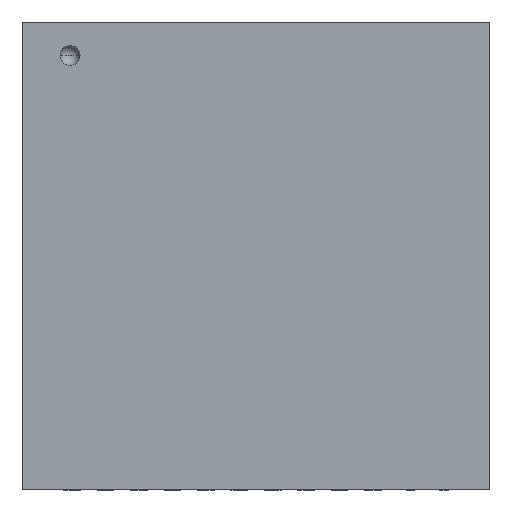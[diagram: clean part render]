
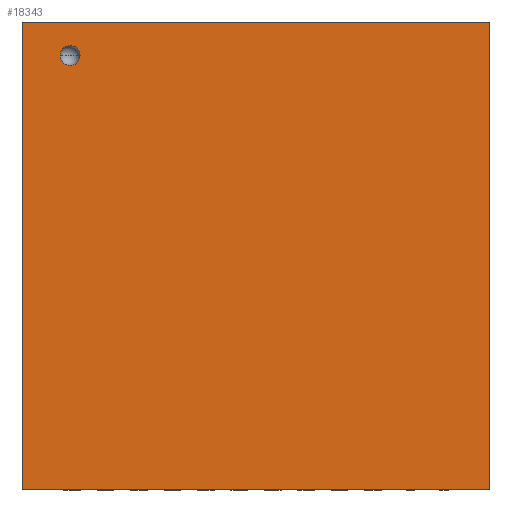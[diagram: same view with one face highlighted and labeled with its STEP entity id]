
A CAD part, top view. The second image highlights one B-rep face of the part: STEP entity #18343.
In plain terms, the highlighted planar face has unit normal (0, 0, 1).
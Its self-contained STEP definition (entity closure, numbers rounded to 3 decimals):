
#154 = FACE_BOUND ( 'NONE', #19170, .T. ) ;
#380 = CARTESIAN_POINT ( 'NONE',  ( -3.5, 3.5, 0.55 ) ) ;
#573 = CARTESIAN_POINT ( 'NONE',  ( -3.5, -3.5, 0.55 ) ) ;
#769 = DIRECTION ( 'NONE',  ( 0., 1., 0. ) ) ;
#852 = VECTOR ( 'NONE', #11953, 1000. ) ;
#869 = DIRECTION ( 'NONE',  ( 0., 0., 1. ) ) ;
#1081 = VECTOR ( 'NONE', #769, 1000. ) ;
#1942 = ORIENTED_EDGE ( 'NONE', *, *, #10090, .T. ) ;
#2309 = LINE ( 'NONE', #8604, #1081 ) ;
#3135 = EDGE_CURVE ( 'NONE', #8506, #19390, #7294, .T. ) ;
#3702 = VERTEX_POINT ( 'NONE', #17284 ) ;
#3837 = CARTESIAN_POINT ( 'NONE',  ( -2.781, 3., 0.55 ) ) ;
#4961 = CARTESIAN_POINT ( 'NONE',  ( 3.5, 3.5, 0.55 ) ) ;
#5000 = CARTESIAN_POINT ( 'NONE',  ( -3.5, -3.5, 0.55 ) ) ;
#5406 = CARTESIAN_POINT ( 'NONE',  ( -2.781, 3., 0.55 ) ) ;
#6041 = EDGE_LOOP ( 'NONE', ( #18195, #1942, #6651, #9762 ) ) ;
#6299 = EDGE_CURVE ( 'NONE', #8961, #9500, #2309, .T. ) ;
#6334 = LINE ( 'NONE', #12609, #852 ) ;
#6651 = ORIENTED_EDGE ( 'NONE', *, *, #7616, .T. ) ;
#6851 = CARTESIAN_POINT ( 'NONE',  ( -2.631, 3., 0.55 ) ) ;
#7294 = CIRCLE ( 'NONE', #16146, 0.15 ) ;
#7616 = EDGE_CURVE ( 'NONE', #3702, #16270, #6334, .T. ) ;
#7887 = FACE_OUTER_BOUND ( 'NONE', #6041, .T. ) ;
#8303 = DIRECTION ( 'NONE',  ( -1., 0., 0. ) ) ;
#8410 = LINE ( 'NONE', #380, #14399 ) ;
#8506 = VERTEX_POINT ( 'NONE', #6851 ) ;
#8604 = CARTESIAN_POINT ( 'NONE',  ( 3.5, -3.5, 0.55 ) ) ;
#8805 = AXIS2_PLACEMENT_3D ( 'NONE', #5406, #869, #10442 ) ;
#8961 = VERTEX_POINT ( 'NONE', #13771 ) ;
#9363 = PLANE ( 'NONE',  #17835 ) ;
#9500 = VERTEX_POINT ( 'NONE', #4961 ) ;
#9762 = ORIENTED_EDGE ( 'NONE', *, *, #10040, .T. ) ;
#9872 = LINE ( 'NONE', #5000, #19989 ) ;
#10040 = EDGE_CURVE ( 'NONE', #16270, #8961, #9872, .T. ) ;
#10079 = CARTESIAN_POINT ( 'NONE',  ( -2.931, 3., 0.55 ) ) ;
#10090 = EDGE_CURVE ( 'NONE', #9500, #3702, #8410, .T. ) ;
#10442 = DIRECTION ( 'NONE',  ( 1., 0., 0. ) ) ;
#11283 = DIRECTION ( 'NONE',  ( 0., 0., 1. ) ) ;
#11597 = ORIENTED_EDGE ( 'NONE', *, *, #3135, .F. ) ;
#11953 = DIRECTION ( 'NONE',  ( 0., -1., 0. ) ) ;
#12609 = CARTESIAN_POINT ( 'NONE',  ( -3.5, -3.5, 0.55 ) ) ;
#12704 = DIRECTION ( 'NONE',  ( -1., 0., 0. ) ) ;
#13247 = DIRECTION ( 'NONE',  ( 1., 0., 0. ) ) ;
#13771 = CARTESIAN_POINT ( 'NONE',  ( 3.5, -3.5, 0.55 ) ) ;
#14399 = VECTOR ( 'NONE', #8303, 1000. ) ;
#15363 = EDGE_CURVE ( 'NONE', #19390, #8506, #18025, .T. ) ;
#15599 = CARTESIAN_POINT ( 'NONE',  ( 0., 0., 0.55 ) ) ;
#16146 = AXIS2_PLACEMENT_3D ( 'NONE', #3837, #11283, #13247 ) ;
#16270 = VERTEX_POINT ( 'NONE', #573 ) ;
#16888 = ORIENTED_EDGE ( 'NONE', *, *, #15363, .F. ) ;
#17255 = DIRECTION ( 'NONE',  ( 0., 0., -1. ) ) ;
#17284 = CARTESIAN_POINT ( 'NONE',  ( -3.5, 3.5, 0.55 ) ) ;
#17590 = DIRECTION ( 'NONE',  ( 1., 0., 0. ) ) ;
#17835 = AXIS2_PLACEMENT_3D ( 'NONE', #15599, #17255, #12704 ) ;
#18025 = CIRCLE ( 'NONE', #8805, 0.15 ) ;
#18195 = ORIENTED_EDGE ( 'NONE', *, *, #6299, .T. ) ;
#18343 = ADVANCED_FACE ( 'NONE', ( #154, #7887 ), #9363, .F. ) ;
#19170 = EDGE_LOOP ( 'NONE', ( #11597, #16888 ) ) ;
#19390 = VERTEX_POINT ( 'NONE', #10079 ) ;
#19989 = VECTOR ( 'NONE', #17590, 1000. ) ;
